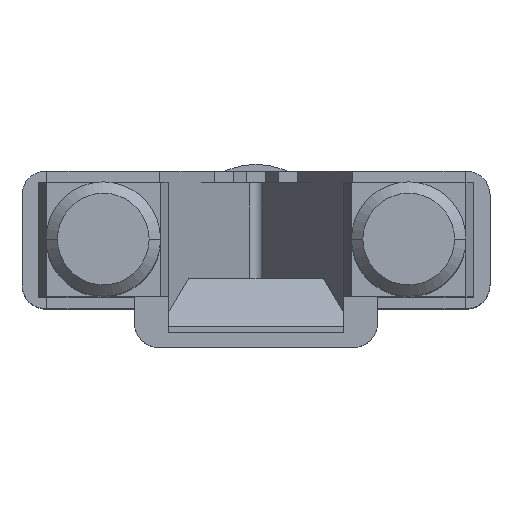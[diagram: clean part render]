
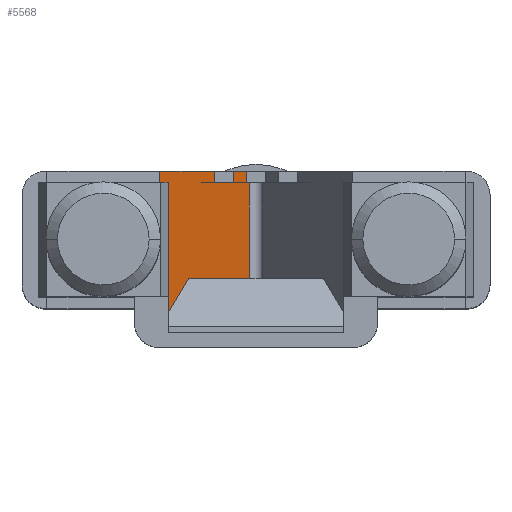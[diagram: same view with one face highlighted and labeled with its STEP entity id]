
A CAD part, top view. The second image highlights one B-rep face of the part: STEP entity #5568.
In plain terms, the highlighted planar face has unit normal (0.858, 0, 0.514).
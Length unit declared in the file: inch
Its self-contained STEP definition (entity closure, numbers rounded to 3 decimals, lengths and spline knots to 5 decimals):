
#827=DIRECTION('',(0.514,0.,-0.857));
#828=VECTOR('',#827,0.01987);
#829=CARTESIAN_POINT('',(-0.032,0.381,-0.83566));
#830=LINE('',#829,#828);
#1558=DIRECTION('',(0.,-1.,0.));
#1559=VECTOR('',#1558,0.0381);
#1560=CARTESIAN_POINT('',(-0.032,0.4191,-0.83566));
#1561=LINE('',#1560,#1559);
#1604=DIRECTION('',(0.,1.,0.));
#1605=VECTOR('',#1604,0.0381);
#1606=CARTESIAN_POINT('',(-0.0762,0.381,-0.762));
#1607=LINE('',#1606,#1605);
#1658=DIRECTION('',(0.,-1.,0.));
#1659=VECTOR('',#1658,0.47752);
#1660=CARTESIAN_POINT('',(-0.32004,0.381,-0.3556));
#1661=LINE('',#1660,#1659);
#1662=DIRECTION('',(0.,-1.,0.));
#1663=VECTOR('',#1662,0.0381);
#1664=CARTESIAN_POINT('',(-0.32004,0.4191,-0.3556));
#1665=LINE('',#1664,#1663);
#1666=DIRECTION('',(0.,1.,0.));
#1667=VECTOR('',#1666,0.0381);
#1668=CARTESIAN_POINT('',(-0.13868,0.381,-0.65786));
#1669=LINE('',#1668,#1667);
#1670=DIRECTION('',(0.,-1.,0.));
#1671=VECTOR('',#1670,0.3175);
#1672=CARTESIAN_POINT('',(-0.02178,0.381,-0.8527));
#1673=LINE('',#1672,#1671);
#1691=DIRECTION('',(-0.514,0.,0.857));
#1692=VECTOR('',#1691,0.3931);
#1693=CARTESIAN_POINT('',(-0.02178,0.0635,-0.8527));
#1694=LINE('',#1693,#1692);
#2327=DIRECTION('',(-0.391,-0.651,0.651));
#2328=VECTOR('',#2327,0.24583);
#2329=CARTESIAN_POINT('',(-0.22403,0.0635,-0.51562));
#2330=LINE('',#2329,#2328);
#2425=DIRECTION('',(0.514,0.,-0.857));
#2426=VECTOR('',#2425,0.35249);
#2427=CARTESIAN_POINT('',(-0.32004,0.4191,-0.3556));
#2428=LINE('',#2427,#2426);
#2581=DIRECTION('',(0.514,0.,-0.857));
#2582=VECTOR('',#2581,0.12145);
#2583=CARTESIAN_POINT('',(-0.13868,0.381,-0.65786));
#2584=LINE('',#2583,#2582);
#2585=DIRECTION('',(0.514,0.,-0.857));
#2586=VECTOR('',#2585,0.0859);
#2587=CARTESIAN_POINT('',(-0.0762,0.4191,-0.762));
#2588=LINE('',#2587,#2586);
#2780=CARTESIAN_POINT('',(-0.02178,0.0635,-0.8527));
#2782=VERTEX_POINT('',#2780);
#2785=CARTESIAN_POINT('',(-0.02178,0.381,-0.8527));
#2786=VERTEX_POINT('',#2785);
#2787=CARTESIAN_POINT('',(-0.032,0.381,-0.83566));
#2788=VERTEX_POINT('',#2787);
#2789=CARTESIAN_POINT('',(-0.032,0.4191,-0.83566));
#2790=VERTEX_POINT('',#2789);
#2791=CARTESIAN_POINT('',(-0.0762,0.4191,-0.762));
#2792=VERTEX_POINT('',#2791);
#2793=CARTESIAN_POINT('',(-0.0762,0.381,-0.762));
#2794=VERTEX_POINT('',#2793);
#2795=CARTESIAN_POINT('',(-0.13868,0.381,-0.65786));
#2796=VERTEX_POINT('',#2795);
#2797=CARTESIAN_POINT('',(-0.13868,0.4191,-0.65786));
#2798=VERTEX_POINT('',#2797);
#2799=CARTESIAN_POINT('',(-0.32004,0.4191,-0.3556));
#2800=VERTEX_POINT('',#2799);
#2801=CARTESIAN_POINT('',(-0.32004,0.381,-0.3556));
#2802=VERTEX_POINT('',#2801);
#2803=CARTESIAN_POINT('',(-0.32004,-0.09652,-0.3556));
#2804=VERTEX_POINT('',#2803);
#2805=CARTESIAN_POINT('',(-0.22403,0.0635,-0.51562));
#2806=VERTEX_POINT('',#2805);
#5541=CARTESIAN_POINT('',(-0.16002,0.4191,-0.6223));
#5542=DIRECTION('',(-0.857,0.,-0.514));
#5543=DIRECTION('',(0.514,0.,-0.857));
#5544=AXIS2_PLACEMENT_3D('',#5541,#5542,#5543);
#5545=PLANE('',#5544);
#5547=ORIENTED_EDGE('',*,*,#5546,.T.);
#5549=ORIENTED_EDGE('',*,*,#5548,.T.);
#5551=ORIENTED_EDGE('',*,*,#5550,.T.);
#5553=ORIENTED_EDGE('',*,*,#5552,.F.);
#5555=ORIENTED_EDGE('',*,*,#5554,.F.);
#5557=ORIENTED_EDGE('',*,*,#5556,.T.);
#5558=ORIENTED_EDGE('',*,*,#5521,.F.);
#5560=ORIENTED_EDGE('',*,*,#5559,.T.);
#5561=ORIENTED_EDGE('',*,*,#5480,.T.);
#5563=ORIENTED_EDGE('',*,*,#5562,.T.);
#5564=ORIENTED_EDGE('',*,*,#5439,.T.);
#5565=ORIENTED_EDGE('',*,*,#4591,.T.);
#5566=EDGE_LOOP('',(#5547,#5549,#5551,#5553,#5555,#5557,#5558,#5560,#5561,#5563,
#5564,#5565));
#5567=FACE_OUTER_BOUND('',#5566,.F.);
#5568=ADVANCED_FACE('',(#5567),#5545,.F.);
#4591=EDGE_CURVE('',#2788,#2786,#830,.T.);
#5439=EDGE_CURVE('',#2790,#2788,#1561,.T.);
#5480=EDGE_CURVE('',#2794,#2792,#1607,.T.);
#5521=EDGE_CURVE('',#2796,#2798,#1669,.T.);
#5546=EDGE_CURVE('',#2786,#2782,#1673,.T.);
#5548=EDGE_CURVE('',#2782,#2806,#1694,.T.);
#5550=EDGE_CURVE('',#2806,#2804,#2330,.T.);
#5552=EDGE_CURVE('',#2802,#2804,#1661,.T.);
#5554=EDGE_CURVE('',#2800,#2802,#1665,.T.);
#5556=EDGE_CURVE('',#2800,#2798,#2428,.T.);
#5559=EDGE_CURVE('',#2796,#2794,#2584,.T.);
#5562=EDGE_CURVE('',#2792,#2790,#2588,.T.);
